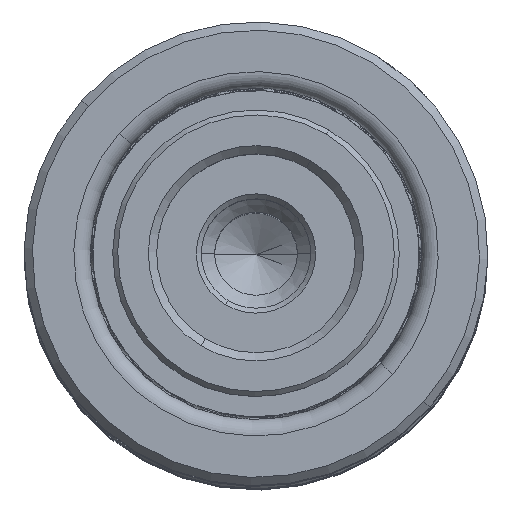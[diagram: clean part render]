
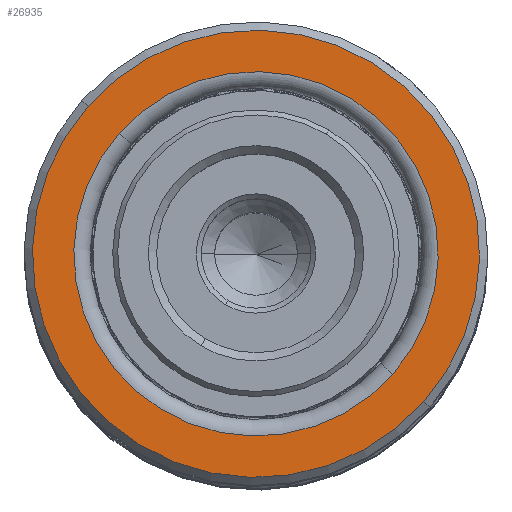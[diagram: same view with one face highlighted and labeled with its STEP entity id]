
A CAD part, top view. The second image highlights one B-rep face of the part: STEP entity #26935.
In plain terms, the highlighted face is planar.
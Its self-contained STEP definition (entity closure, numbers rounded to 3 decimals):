
#44 = DIRECTION ( 'NONE',  ( 1., 0., 0. ) ) ;
#1390 = EDGE_CURVE ( 'NONE', #25199, #6338, #9324, .T. ) ;
#1907 = EDGE_CURVE ( 'NONE', #29968, #25535, #11378, .T. ) ;
#2353 = DIRECTION ( 'NONE',  ( 1., 0., 0. ) ) ;
#2510 = CARTESIAN_POINT ( 'NONE',  ( -13.5, 0., 0. ) ) ;
#3522 = EDGE_CURVE ( 'NONE', #25535, #29968, #14966, .T. ) ;
#3547 = AXIS2_PLACEMENT_3D ( 'NONE', #33564, #17958, #2353 ) ;
#4218 = DIRECTION ( 'NONE',  ( 0., 0., 1. ) ) ;
#4448 = CARTESIAN_POINT ( 'NONE',  ( 0., 0., 0. ) ) ;
#4766 = FACE_BOUND ( 'NONE', #11108, .T. ) ;
#4965 = AXIS2_PLACEMENT_3D ( 'NONE', #4448, #30633, #15060 ) ;
#6338 = VERTEX_POINT ( 'NONE', #8186 ) ;
#7940 = ORIENTED_EDGE ( 'NONE', *, *, #1907, .T. ) ;
#8186 = CARTESIAN_POINT ( 'NONE',  ( 11., 0., 0. ) ) ;
#9324 = CIRCLE ( 'NONE', #29526, 11. ) ;
#11108 = EDGE_LOOP ( 'NONE', ( #28403, #30454 ) ) ;
#11378 = CIRCLE ( 'NONE', #21888, 13.5 ) ;
#12530 = FACE_OUTER_BOUND ( 'NONE', #21779, .T. ) ;
#14966 = CIRCLE ( 'NONE', #3547, 13.5 ) ;
#15060 = DIRECTION ( 'NONE',  ( 1., 0., 0. ) ) ;
#15371 = CARTESIAN_POINT ( 'NONE',  ( 0., 0., 0. ) ) ;
#15667 = DIRECTION ( 'NONE',  ( 0., 0., 1. ) ) ;
#15998 = CARTESIAN_POINT ( 'NONE',  ( 13.5, 0., 0. ) ) ;
#16062 = ORIENTED_EDGE ( 'NONE', *, *, #3522, .T. ) ;
#17958 = DIRECTION ( 'NONE',  ( 0., 0., -1. ) ) ;
#17971 = DIRECTION ( 'NONE',  ( 1., 0., 0. ) ) ;
#19804 = CARTESIAN_POINT ( 'NONE',  ( 0., 0., 0. ) ) ;
#21779 = EDGE_LOOP ( 'NONE', ( #7940, #16062 ) ) ;
#21888 = AXIS2_PLACEMENT_3D ( 'NONE', #15371, #33574, #17971 ) ;
#22208 = CARTESIAN_POINT ( 'NONE',  ( -11., 0., 0. ) ) ;
#22424 = DIRECTION ( 'NONE',  ( 1., 0., 0. ) ) ;
#22663 = PLANE ( 'NONE',  #4965 ) ;
#25199 = VERTEX_POINT ( 'NONE', #22208 ) ;
#25436 = AXIS2_PLACEMENT_3D ( 'NONE', #19804, #4218, #22424 ) ;
#25535 = VERTEX_POINT ( 'NONE', #2510 ) ;
#26935 = ADVANCED_FACE ( 'NONE', ( #4766, #12530 ), #22663, .F. ) ;
#27515 = CIRCLE ( 'NONE', #25436, 11. ) ;
#28403 = ORIENTED_EDGE ( 'NONE', *, *, #28887, .T. ) ;
#28887 = EDGE_CURVE ( 'NONE', #6338, #25199, #27515, .T. ) ;
#29526 = AXIS2_PLACEMENT_3D ( 'NONE', #31245, #15667, #44 ) ;
#29968 = VERTEX_POINT ( 'NONE', #15998 ) ;
#30454 = ORIENTED_EDGE ( 'NONE', *, *, #1390, .T. ) ;
#30633 = DIRECTION ( 'NONE',  ( 0., 0., 1. ) ) ;
#31245 = CARTESIAN_POINT ( 'NONE',  ( 0., 0., 0. ) ) ;
#33564 = CARTESIAN_POINT ( 'NONE',  ( 0., 0., 0. ) ) ;
#33574 = DIRECTION ( 'NONE',  ( 0., 0., -1. ) ) ;
